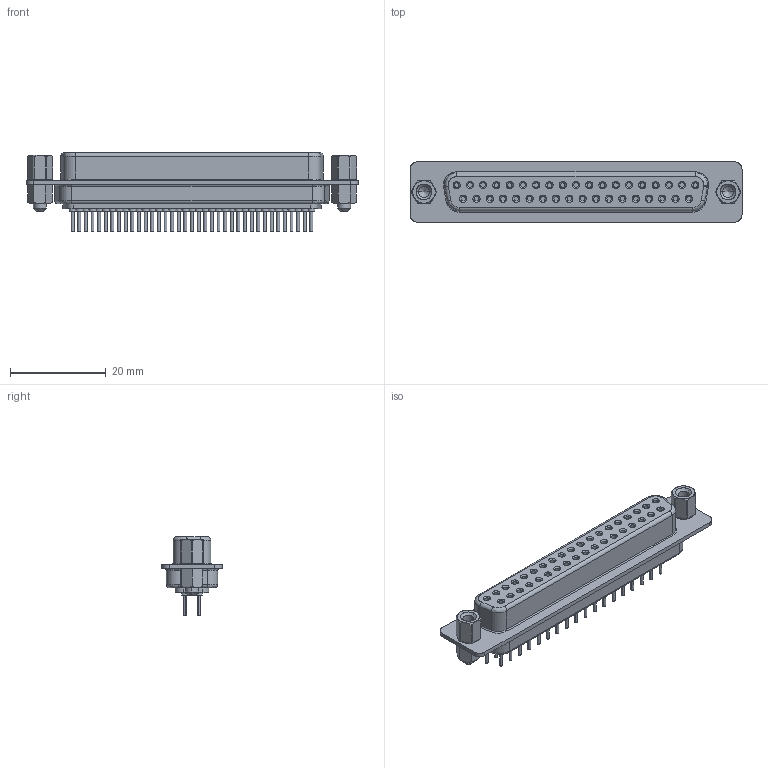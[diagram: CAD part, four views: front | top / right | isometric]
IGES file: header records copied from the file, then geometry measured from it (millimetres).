
Start section: SolidWorks IGES file using analytic representation for surfaces
Global section: file name: K85X-CD-37S-KJ_A.IGS; native system: SolidWorks 2020; preprocessor: SolidWorks 2020; author: Dan; date: 200319.121517; units: millimetre
Bounding box: 69.32 x 12.55 x 16.4 mm (x, y, z)
Surface area: 4521.3 mm2 (no closed solid volume)
Topology: 0 solids, 0 shells, 585 faces, 6446 edges, 6442 vertices
Faces by surface type: revolution 395, bspline 190
